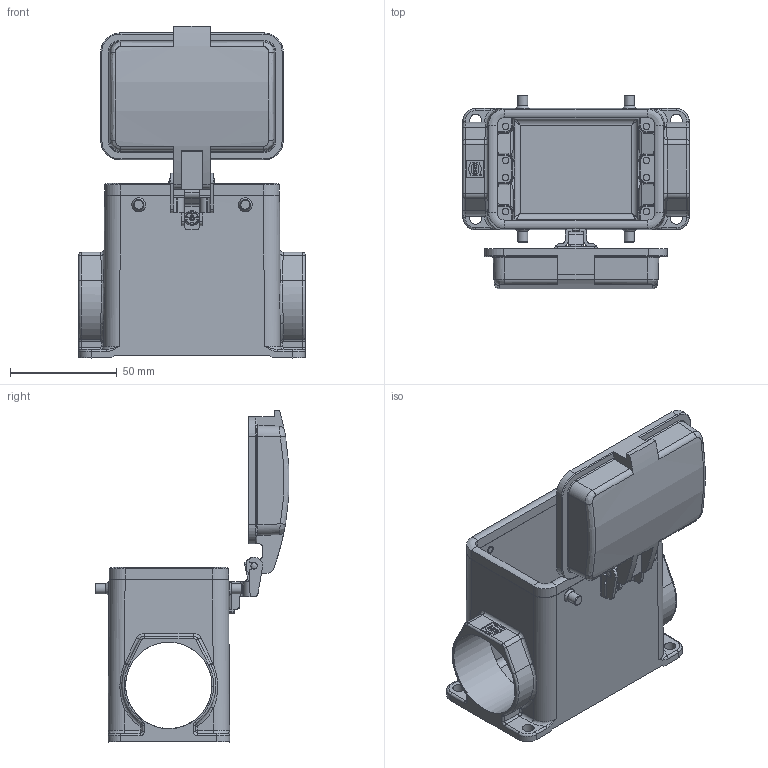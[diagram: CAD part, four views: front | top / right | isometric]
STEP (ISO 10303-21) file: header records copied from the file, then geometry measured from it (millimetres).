
FILE_DESCRIPTION((''),'2;1');
FILE_NAME('05200320270.stp','2020-07-07T16:02:38',('e.eickhoff'),(''),'Autodesk Inventor 2012','Autodesk Inventor 2012','');
FILE_SCHEMA(('AUTOMOTIVE_DESIGN { 1 0 10303 214 1 1 1 1 }'));
Length unit declared in the file: millimetre
Products named in the file (1): 05200320270
Bounding box: 106 x 90.79 x 155.58 mm (x, y, z)
Volume: 139683.6 mm3; surface area: 77136.6 mm2
Topology: 2 solids, 2 shells, 737 faces, 1877 edges, 1180 vertices
Faces by surface type: plane 347, cylinder 240, bspline 92, torus 29, cone 27, sphere 2
Full cylindrical faces by diameter (mm): 0.378 x1, 0.583 x1, 2.95 x4, 3 x10, 3.69 x4, 4.8 x4, 5.5 x4, 6 x1, 6.5 x4, 7 x1, 8 x1, 40.5 x2
Entity records: 27513 total; most frequent: CARTESIAN_POINT 9639, ORIENTED_EDGE 3602, DIRECTION 3398, EDGE_CURVE 1801, AXIS2_PLACEMENT_3D 1183, VERTEX_POINT 1161, VECTOR 1032, LINE 1032
